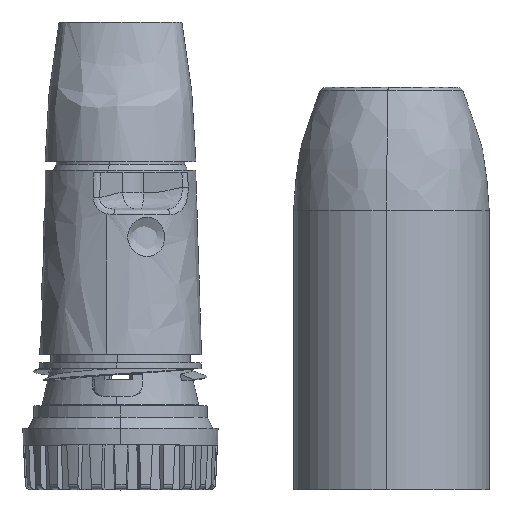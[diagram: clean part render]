
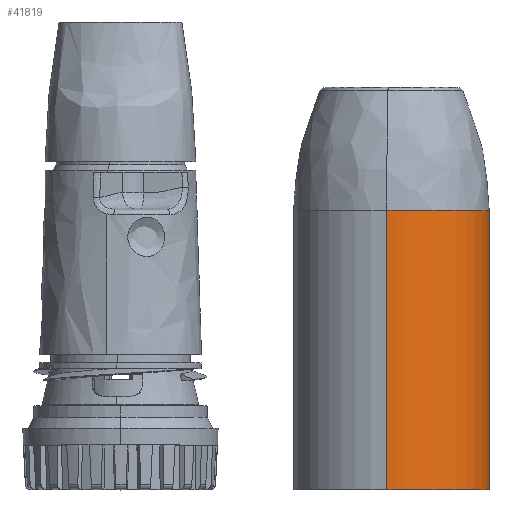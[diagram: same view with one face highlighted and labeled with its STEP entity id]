
A CAD part, top view. The second image highlights one B-rep face of the part: STEP entity #41819.
In plain terms, the highlighted free-form (B-spline) face has degree [2, 1] with [5, 2] control points.
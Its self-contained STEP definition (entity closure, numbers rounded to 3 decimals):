
#41791 = EDGE_CURVE('',#41792,#41794,#41796,.T.);
#41792 = VERTEX_POINT('',#41793);
#41793 = CARTESIAN_POINT('',(54.675,0.,
    -16.409));
#41794 = VERTEX_POINT('',#41795);
#41795 = CARTESIAN_POINT('',(52.819,0.,
    22.35));
#41796 = ( BOUNDED_CURVE() B_SPLINE_CURVE(2,(#41797,#41798,#41799,#41800
,#41801),.UNSPECIFIED.,.F.,.F.) B_SPLINE_CURVE_WITH_KNOTS((3,2,3),(0.,
1.571,3.142),.PIECEWISE_BEZIER_KNOTS.) CURVE() 
GEOMETRIC_REPRESENTATION_ITEM() RATIONAL_B_SPLINE_CURVE((1.,
0.707,1.,0.707,1.)) REPRESENTATION_ITEM('') );
#41797 = CARTESIAN_POINT('',(54.675,0.,
    -16.409));
#41798 = CARTESIAN_POINT('',(74.054,0.,
    -15.481));
#41799 = CARTESIAN_POINT('',(73.126,0.,
    3.898));
#41800 = CARTESIAN_POINT('',(72.198,0.,
    23.278));
#41801 = CARTESIAN_POINT('',(52.819,0.,
    22.35));
#41819 = ADVANCED_FACE('',(#41820),#41845,.T.);
#41820 = FACE_BOUND('',#41821,.T.);
#41821 = EDGE_LOOP('',(#41822,#41834,#41839,#41840));
#41822 = ORIENTED_EDGE('',*,*,#41823,.T.);
#41823 = EDGE_CURVE('',#41824,#41826,#41828,.T.);
#41824 = VERTEX_POINT('',#41825);
#41825 = CARTESIAN_POINT('',(54.675,55.434,
    -16.409));
#41826 = VERTEX_POINT('',#41827);
#41827 = CARTESIAN_POINT('',(52.819,55.434,
    22.35));
#41828 = ( BOUNDED_CURVE() B_SPLINE_CURVE(2,(#41829,#41830,#41831,#41832
,#41833),.UNSPECIFIED.,.F.,.F.) B_SPLINE_CURVE_WITH_KNOTS((3,2,3),(0.,
1.571,3.142),.PIECEWISE_BEZIER_KNOTS.) CURVE() 
GEOMETRIC_REPRESENTATION_ITEM() RATIONAL_B_SPLINE_CURVE((1.,
0.707,1.,0.707,1.)) REPRESENTATION_ITEM('') );
#41829 = CARTESIAN_POINT('',(54.675,55.434,
    -16.409));
#41830 = CARTESIAN_POINT('',(74.054,55.434,
    -15.481));
#41831 = CARTESIAN_POINT('',(73.126,55.434,
    3.898));
#41832 = CARTESIAN_POINT('',(72.198,55.434,
    23.278));
#41833 = CARTESIAN_POINT('',(52.819,55.434,
    22.35));
#41834 = ORIENTED_EDGE('',*,*,#41835,.T.);
#41835 = EDGE_CURVE('',#41826,#41794,#41836,.T.);
#41836 = B_SPLINE_CURVE_WITH_KNOTS('',1,(#41837,#41838),.UNSPECIFIED.,
  .F.,.F.,(2,2),(-50.,-0.),.PIECEWISE_BEZIER_KNOTS.);
#41837 = CARTESIAN_POINT('',(52.819,55.434,
    22.35));
#41838 = CARTESIAN_POINT('',(52.819,0.,
    22.35));
#41839 = ORIENTED_EDGE('',*,*,#41791,.F.);
#41840 = ORIENTED_EDGE('',*,*,#41841,.F.);
#41841 = EDGE_CURVE('',#41824,#41792,#41842,.T.);
#41842 = B_SPLINE_CURVE_WITH_KNOTS('',1,(#41843,#41844),.UNSPECIFIED.,
  .F.,.F.,(2,2),(-50.,0.),.PIECEWISE_BEZIER_KNOTS.);
#41843 = CARTESIAN_POINT('',(54.675,55.434,
    -16.409));
#41844 = CARTESIAN_POINT('',(54.675,0.,
    -16.409));
#41845 = ( BOUNDED_SURFACE() B_SPLINE_SURFACE(2,1,(
    (#41846,#41847)
    ,(#41848,#41849)
    ,(#41850,#41851)
    ,(#41852,#41853)
    ,(#41854,#41855
)),.UNSPECIFIED.,.F.,.F.,.F.) B_SPLINE_SURFACE_WITH_KNOTS((3,2,3),(2,2),
  (0.,1.571,3.142),(-50.,0.),.PIECEWISE_BEZIER_KNOTS.) 
GEOMETRIC_REPRESENTATION_ITEM() RATIONAL_B_SPLINE_SURFACE((
    (1.,1.)
    ,(0.707,0.707)
    ,(1.,1.)
    ,(0.707,0.707)
,(1.,1.))) REPRESENTATION_ITEM('') SURFACE() );
#41846 = CARTESIAN_POINT('',(54.675,55.434,
    -16.409));
#41847 = CARTESIAN_POINT('',(54.675,0.,
    -16.409));
#41848 = CARTESIAN_POINT('',(74.054,55.434,
    -15.481));
#41849 = CARTESIAN_POINT('',(74.054,0.,
    -15.481));
#41850 = CARTESIAN_POINT('',(73.126,55.434,
    3.898));
#41851 = CARTESIAN_POINT('',(73.126,0.,
    3.898));
#41852 = CARTESIAN_POINT('',(72.198,55.434,
    23.278));
#41853 = CARTESIAN_POINT('',(72.198,0.,
    23.278));
#41854 = CARTESIAN_POINT('',(52.819,55.434,
    22.35));
#41855 = CARTESIAN_POINT('',(52.819,0.,
    22.35));
